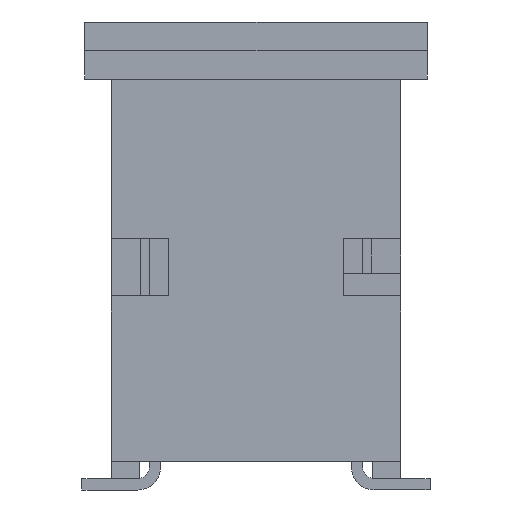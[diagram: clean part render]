
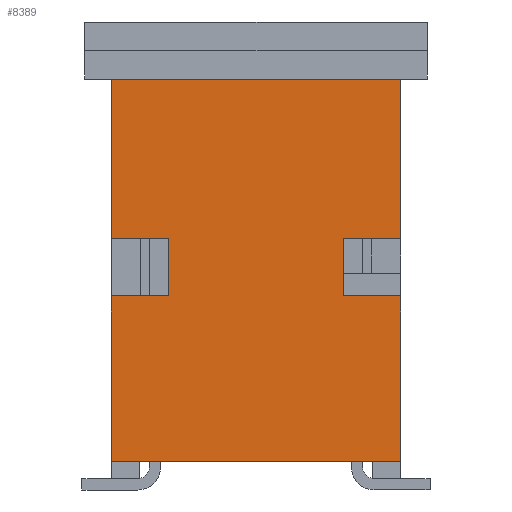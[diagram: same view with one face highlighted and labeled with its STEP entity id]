
A CAD part, left-side view. The second image highlights one B-rep face of the part: STEP entity #8389.
In plain terms, the highlighted planar face has unit normal (-1, 0, 0).
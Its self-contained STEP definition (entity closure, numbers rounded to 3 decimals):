
#760 = VERTEX_POINT('',#761);
#761 = CARTESIAN_POINT('',(-7.58,-2.54,0.5));
#767 = EDGE_CURVE('',#768,#760,#770,.T.);
#768 = VERTEX_POINT('',#769);
#769 = CARTESIAN_POINT('',(-7.58,2.54,0.5));
#770 = LINE('',#771,#772);
#771 = CARTESIAN_POINT('',(-7.58,2.54,0.5));
#772 = VECTOR('',#773,1.);
#773 = DIRECTION('',(0.,-1.,0.));
#1559 = EDGE_CURVE('',#1560,#760,#1562,.T.);
#1560 = VERTEX_POINT('',#1561);
#1561 = CARTESIAN_POINT('',(-7.58,-2.54,3.4));
#1562 = LINE('',#1563,#1564);
#1563 = CARTESIAN_POINT('',(-7.58,-2.54,6.2));
#1564 = VECTOR('',#1565,1.);
#1565 = DIRECTION('',(0.,0.,-1.));
#1724 = VERTEX_POINT('',#1725);
#1725 = CARTESIAN_POINT('',(-7.58,-2.54,7.2));
#1731 = EDGE_CURVE('',#1724,#1732,#1734,.T.);
#1732 = VERTEX_POINT('',#1733);
#1733 = CARTESIAN_POINT('',(-7.58,-2.54,4.4));
#1734 = LINE('',#1735,#1736);
#1735 = CARTESIAN_POINT('',(-7.58,-2.54,6.2));
#1736 = VECTOR('',#1737,1.);
#1737 = DIRECTION('',(0.,0.,-1.));
#2036 = EDGE_CURVE('',#2037,#768,#2039,.T.);
#2037 = VERTEX_POINT('',#2038);
#2038 = CARTESIAN_POINT('',(-7.58,2.54,3.4));
#2039 = LINE('',#2040,#2041);
#2040 = CARTESIAN_POINT('',(-7.58,2.54,6.2));
#2041 = VECTOR('',#2042,1.);
#2042 = DIRECTION('',(0.,0.,-1.));
#2061 = VERTEX_POINT('',#2062);
#2062 = CARTESIAN_POINT('',(-7.58,2.54,4.4));
#2068 = EDGE_CURVE('',#2069,#2061,#2071,.T.);
#2069 = VERTEX_POINT('',#2070);
#2070 = CARTESIAN_POINT('',(-7.58,2.54,7.2));
#2071 = LINE('',#2072,#2073);
#2072 = CARTESIAN_POINT('',(-7.58,2.54,6.2));
#2073 = VECTOR('',#2074,1.);
#2074 = DIRECTION('',(0.,0.,-1.));
#4360 = EDGE_CURVE('',#1732,#4361,#4363,.T.);
#4361 = VERTEX_POINT('',#4362);
#4362 = CARTESIAN_POINT('',(-7.58,-1.54,4.4));
#4363 = LINE('',#4364,#4365);
#4364 = CARTESIAN_POINT('',(-7.58,2.54,4.4));
#4365 = VECTOR('',#4366,1.);
#4366 = DIRECTION('',(0.,1.,0.));
#4400 = EDGE_CURVE('',#4401,#4361,#4403,.T.);
#4401 = VERTEX_POINT('',#4402);
#4402 = CARTESIAN_POINT('',(-7.58,-1.54,3.4));
#4403 = LINE('',#4404,#4405);
#4404 = CARTESIAN_POINT('',(-7.58,-1.54,6.2));
#4405 = VECTOR('',#4406,1.);
#4406 = DIRECTION('',(0.,0.,1.));
#4424 = EDGE_CURVE('',#4401,#1560,#4425,.T.);
#4425 = LINE('',#4426,#4427);
#4426 = CARTESIAN_POINT('',(-7.58,2.54,3.4));
#4427 = VECTOR('',#4428,1.);
#4428 = DIRECTION('',(0.,-1.,0.));
#5186 = VERTEX_POINT('',#5187);
#5187 = CARTESIAN_POINT('',(-7.58,1.54,3.4));
#5216 = EDGE_CURVE('',#5186,#2037,#5217,.T.);
#5217 = LINE('',#5218,#5219);
#5218 = CARTESIAN_POINT('',(-7.58,2.54,3.4));
#5219 = VECTOR('',#5220,1.);
#5220 = DIRECTION('',(0.,1.,0.));
#5273 = VERTEX_POINT('',#5274);
#5274 = CARTESIAN_POINT('',(-7.58,1.54,4.4));
#5280 = EDGE_CURVE('',#2061,#5273,#5281,.T.);
#5281 = LINE('',#5282,#5283);
#5282 = CARTESIAN_POINT('',(-7.58,2.54,4.4));
#5283 = VECTOR('',#5284,1.);
#5284 = DIRECTION('',(0.,-1.,0.));
#5295 = EDGE_CURVE('',#5186,#5273,#5296,.T.);
#5296 = LINE('',#5297,#5298);
#5297 = CARTESIAN_POINT('',(-7.58,1.54,6.2));
#5298 = VECTOR('',#5299,1.);
#5299 = DIRECTION('',(0.,0.,1.));
#8286 = EDGE_CURVE('',#2069,#1724,#8287,.T.);
#8287 = LINE('',#8288,#8289);
#8288 = CARTESIAN_POINT('',(-7.58,2.54,7.2));
#8289 = VECTOR('',#8290,1.);
#8290 = DIRECTION('',(0.,-1.,0.));
#8389 = ADVANCED_FACE('',(#8390),#8404,.F.);
#8390 = FACE_BOUND('',#8391,.T.);
#8391 = EDGE_LOOP('',(#8392,#8393,#8394,#8395,#8396,#8397,#8398,#8399,
    #8400,#8401,#8402,#8403));
#8392 = ORIENTED_EDGE('',*,*,#767,.T.);
#8393 = ORIENTED_EDGE('',*,*,#1559,.F.);
#8394 = ORIENTED_EDGE('',*,*,#4424,.F.);
#8395 = ORIENTED_EDGE('',*,*,#4400,.T.);
#8396 = ORIENTED_EDGE('',*,*,#4360,.F.);
#8397 = ORIENTED_EDGE('',*,*,#1731,.F.);
#8398 = ORIENTED_EDGE('',*,*,#8286,.F.);
#8399 = ORIENTED_EDGE('',*,*,#2068,.T.);
#8400 = ORIENTED_EDGE('',*,*,#5280,.T.);
#8401 = ORIENTED_EDGE('',*,*,#5295,.F.);
#8402 = ORIENTED_EDGE('',*,*,#5216,.T.);
#8403 = ORIENTED_EDGE('',*,*,#2036,.T.);
#8404 = PLANE('',#8405);
#8405 = AXIS2_PLACEMENT_3D('',#8406,#8407,#8408);
#8406 = CARTESIAN_POINT('',(-7.58,2.54,6.2));
#8407 = DIRECTION('',(1.,0.,0.));
#8408 = DIRECTION('',(0.,1.,0.));
